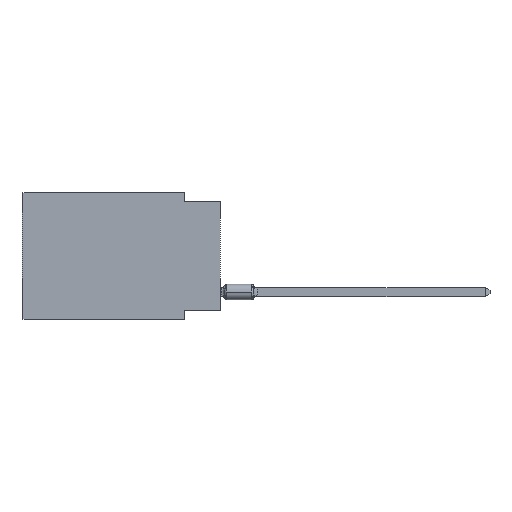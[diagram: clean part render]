
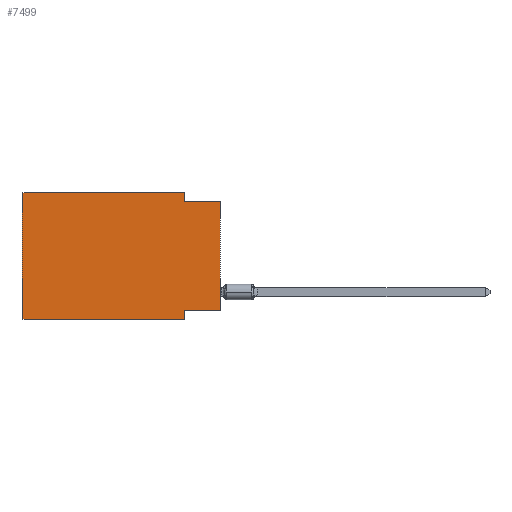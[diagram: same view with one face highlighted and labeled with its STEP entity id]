
A CAD part, left-side view. The second image highlights one B-rep face of the part: STEP entity #7499.
In plain terms, the highlighted planar face has unit normal (-1, 0, 0).
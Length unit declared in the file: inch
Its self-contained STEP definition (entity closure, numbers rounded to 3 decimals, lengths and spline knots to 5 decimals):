
#72 = EDGE_LOOP ( 'NONE', ( #13203, #7633, #423, #10349, #1553, #12198, #4166, #5193 ) ) ;
#343 = CARTESIAN_POINT ( 'NONE',  ( 0., 0.55, 0. ) ) ;
#423 = ORIENTED_EDGE ( 'NONE', *, *, #13744, .F. ) ;
#628 = DIRECTION ( 'NONE',  ( 0., 0., 1. ) ) ;
#683 = DIRECTION ( 'NONE',  ( 0., -1., 0. ) ) ;
#817 = CARTESIAN_POINT ( 'NONE',  ( 0., 0.55, -0.35 ) ) ;
#1052 = EDGE_CURVE ( 'NONE', #7347, #7788, #15985, .T. ) ;
#1343 = CARTESIAN_POINT ( 'NONE',  ( 0., 0.55, -0.35 ) ) ;
#1548 = DIRECTION ( 'NONE',  ( 0., 0., -1. ) ) ;
#1553 = ORIENTED_EDGE ( 'NONE', *, *, #7836, .F. ) ;
#1821 = VECTOR ( 'NONE', #628, 39.37008 ) ;
#1952 = CARTESIAN_POINT ( 'NONE',  ( 0., 0., -0.025 ) ) ;
#2228 = LINE ( 'NONE', #11474, #3025 ) ;
#2251 = CARTESIAN_POINT ( 'NONE',  ( 0., 0.1, -0.35 ) ) ;
#2342 = EDGE_CURVE ( 'NONE', #15234, #8701, #6730, .T. ) ;
#2686 = LINE ( 'NONE', #1952, #15307 ) ;
#2691 = DIRECTION ( 'NONE',  ( 0., 1., 0. ) ) ;
#3025 = VECTOR ( 'NONE', #5169, 39.37008 ) ;
#3473 = CARTESIAN_POINT ( 'NONE',  ( 0., 0.1, -0.325 ) ) ;
#4166 = ORIENTED_EDGE ( 'NONE', *, *, #11994, .F. ) ;
#5162 = LINE ( 'NONE', #11564, #14809 ) ;
#5169 = DIRECTION ( 'NONE',  ( 0., 0., 1. ) ) ;
#5175 = DIRECTION ( 'NONE',  ( 0., -1., 0. ) ) ;
#5193 = ORIENTED_EDGE ( 'NONE', *, *, #8692, .F. ) ;
#5941 = VERTEX_POINT ( 'NONE', #14174 ) ;
#6539 = VERTEX_POINT ( 'NONE', #3473 ) ;
#6615 = FACE_OUTER_BOUND ( 'NONE', #72, .T. ) ;
#6730 = LINE ( 'NONE', #10287, #15937 ) ;
#6733 = DIRECTION ( 'NONE',  ( 1., 0., 0. ) ) ;
#7131 = AXIS2_PLACEMENT_3D ( 'NONE', #343, #6733, #15495 ) ;
#7347 = VERTEX_POINT ( 'NONE', #1343 ) ;
#7357 = EDGE_CURVE ( 'NONE', #8898, #11920, #2228, .T. ) ;
#7499 = ADVANCED_FACE ( 'NONE', ( #6615 ), #14227, .F. ) ;
#7633 = ORIENTED_EDGE ( 'NONE', *, *, #13353, .F. ) ;
#7788 = VERTEX_POINT ( 'NONE', #8183 ) ;
#7836 = EDGE_CURVE ( 'NONE', #7347, #15234, #11924, .T. ) ;
#8183 = CARTESIAN_POINT ( 'NONE',  ( 0., 0.1, -0.35 ) ) ;
#8692 = EDGE_CURVE ( 'NONE', #8898, #6539, #5162, .T. ) ;
#8701 = VERTEX_POINT ( 'NONE', #14057 ) ;
#8898 = VERTEX_POINT ( 'NONE', #11778 ) ;
#9145 = CARTESIAN_POINT ( 'NONE',  ( 0., 0.1, 0. ) ) ;
#10242 = VECTOR ( 'NONE', #1548, 39.37008 ) ;
#10287 = CARTESIAN_POINT ( 'NONE',  ( 0., 0.55, 0. ) ) ;
#10349 = ORIENTED_EDGE ( 'NONE', *, *, #2342, .F. ) ;
#11474 = CARTESIAN_POINT ( 'NONE',  ( 0., 0., 0. ) ) ;
#11548 = VECTOR ( 'NONE', #15028, 39.37008 ) ;
#11564 = CARTESIAN_POINT ( 'NONE',  ( 0., 0., -0.325 ) ) ;
#11778 = CARTESIAN_POINT ( 'NONE',  ( 0., 0., -0.325 ) ) ;
#11920 = VERTEX_POINT ( 'NONE', #16074 ) ;
#11924 = LINE ( 'NONE', #14529, #1821 ) ;
#11945 = LINE ( 'NONE', #2251, #11548 ) ;
#11994 = EDGE_CURVE ( 'NONE', #6539, #7788, #11945, .T. ) ;
#12198 = ORIENTED_EDGE ( 'NONE', *, *, #1052, .T. ) ;
#12457 = CARTESIAN_POINT ( 'NONE',  ( 0., 0.55, 0. ) ) ;
#12773 = LINE ( 'NONE', #9145, #10242 ) ;
#13203 = ORIENTED_EDGE ( 'NONE', *, *, #7357, .T. ) ;
#13353 = EDGE_CURVE ( 'NONE', #5941, #11920, #2686, .T. ) ;
#13744 = EDGE_CURVE ( 'NONE', #8701, #5941, #12773, .T. ) ;
#14057 = CARTESIAN_POINT ( 'NONE',  ( 0., 0.1, 0. ) ) ;
#14174 = CARTESIAN_POINT ( 'NONE',  ( 0., 0.1, -0.025 ) ) ;
#14227 = PLANE ( 'NONE',  #7131 ) ;
#14529 = CARTESIAN_POINT ( 'NONE',  ( 0., 0.55, 0. ) ) ;
#14809 = VECTOR ( 'NONE', #2691, 39.37008 ) ;
#15028 = DIRECTION ( 'NONE',  ( 0., 0., -1. ) ) ;
#15234 = VERTEX_POINT ( 'NONE', #12457 ) ;
#15307 = VECTOR ( 'NONE', #683, 39.37008 ) ;
#15495 = DIRECTION ( 'NONE',  ( 0., 0., -1. ) ) ;
#15584 = VECTOR ( 'NONE', #15909, 39.37008 ) ;
#15909 = DIRECTION ( 'NONE',  ( 0., -1., 0. ) ) ;
#15937 = VECTOR ( 'NONE', #5175, 39.37008 ) ;
#15985 = LINE ( 'NONE', #817, #15584 ) ;
#16074 = CARTESIAN_POINT ( 'NONE',  ( 0., 0., -0.025 ) ) ;
